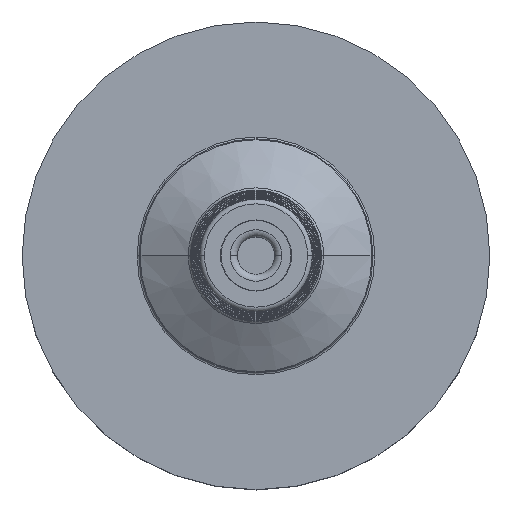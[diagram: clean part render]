
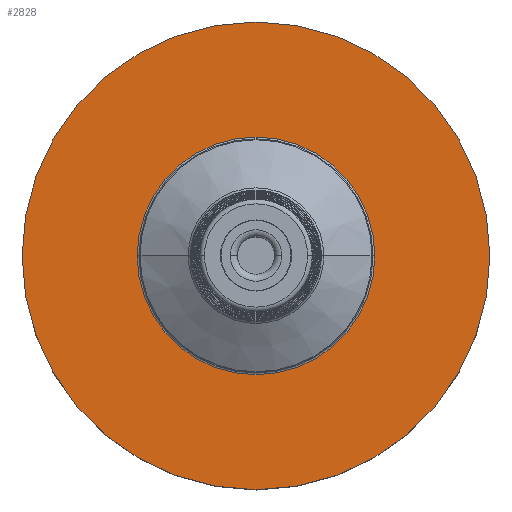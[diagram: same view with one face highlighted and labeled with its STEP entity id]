
A CAD part, top view. The second image highlights one B-rep face of the part: STEP entity #2828.
In plain terms, the highlighted planar face has unit normal (0, 0, 1).
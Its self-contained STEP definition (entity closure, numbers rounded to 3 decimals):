
#833=CARTESIAN_POINT('',(0.,0.,28.95));
#834=DIRECTION('',(0.,0.,1.));
#835=DIRECTION('',(1.,0.,0.));
#836=AXIS2_PLACEMENT_3D('',#833,#834,#835);
#849=CARTESIAN_POINT('',(0.,0.,28.95));
#850=DIRECTION('',(0.,0.,-1.));
#851=DIRECTION('',(1.,0.,0.));
#852=AXIS2_PLACEMENT_3D('',#849,#850,#851);
#872=CARTESIAN_POINT('',(0.,0.,28.95));
#873=DIRECTION('',(0.,0.,1.));
#874=DIRECTION('',(0.,1.,0.));
#875=AXIS2_PLACEMENT_3D('',#872,#873,#874);
#947=CARTESIAN_POINT('',(0.,0.,28.95));
#948=DIRECTION('',(0.,0.,1.));
#949=DIRECTION('',(0.,-1.,0.));
#950=AXIS2_PLACEMENT_3D('',#947,#948,#949);
#1960=CARTESIAN_POINT('',(25.4,0.,28.95));
#1961=VERTEX_POINT('',#1960);
#1962=CARTESIAN_POINT('',(-25.4,0.,28.95));
#1963=VERTEX_POINT('',#1962);
#2053=CARTESIAN_POINT('',(0.,-50.,28.95));
#2054=CARTESIAN_POINT('',(0.,50.,28.95));
#2055=VERTEX_POINT('',#2053);
#2056=VERTEX_POINT('',#2054);
#2813=CARTESIAN_POINT('',(0.,0.,28.95));
#2814=DIRECTION('',(0.,0.,-1.));
#2815=DIRECTION('',(0.,-1.,0.));
#2816=AXIS2_PLACEMENT_3D('',#2813,#2814,#2815);
#2817=PLANE('',#2816);
#2819=ORIENTED_EDGE('',*,*,#2818,.F.);
#2821=ORIENTED_EDGE('',*,*,#2820,.F.);
#2822=EDGE_LOOP('',(#2819,#2821));
#2823=FACE_OUTER_BOUND('',#2822,.F.);
#2824=ORIENTED_EDGE('',*,*,#2795,.T.);
#2825=ORIENTED_EDGE('',*,*,#2806,.F.);
#2826=EDGE_LOOP('',(#2824,#2825));
#2827=FACE_BOUND('',#2826,.F.);
#2828=ADVANCED_FACE('',(#2823,#2827),#2817,.F.);
#837=CIRCLE('',#836,25.4);
#853=CIRCLE('',#852,25.4);
#876=CIRCLE('',#875,50.);
#951=CIRCLE('',#950,50.);
#2795=EDGE_CURVE('',#1961,#1963,#837,.T.);
#2806=EDGE_CURVE('',#1961,#1963,#853,.T.);
#2818=EDGE_CURVE('',#2056,#2055,#876,.T.);
#2820=EDGE_CURVE('',#2055,#2056,#951,.T.);
